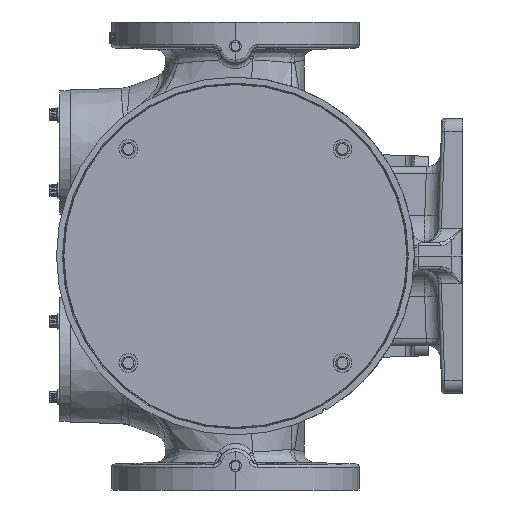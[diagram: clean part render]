
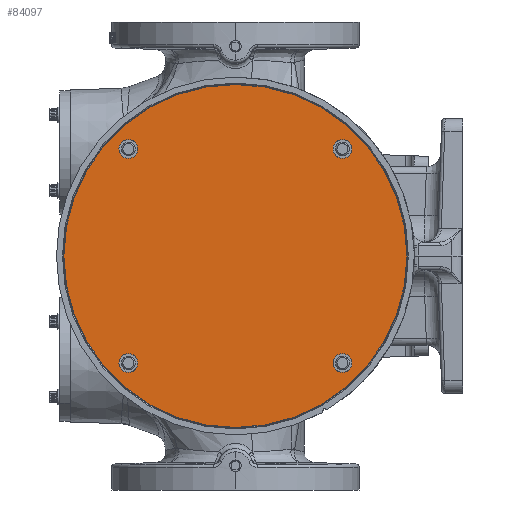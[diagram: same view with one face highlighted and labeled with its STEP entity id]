
A CAD part, left-side view. The second image highlights one B-rep face of the part: STEP entity #84097.
In plain terms, the highlighted planar face has unit normal (-1, 0, 0).
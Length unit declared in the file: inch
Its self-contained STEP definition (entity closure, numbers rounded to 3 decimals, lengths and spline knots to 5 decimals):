
#372 = CIRCLE ( 'NONE', #185942, 0.34375 ) ;
#1410 = CIRCLE ( 'NONE', #193352, 0.34375 ) ;
#1484 = CARTESIAN_POINT ( 'NONE',  ( -25.11, 3.88909, 4.23284 ) ) ;
#5641 = DIRECTION ( 'NONE',  ( 0., 0., -1. ) ) ;
#9142 = DIRECTION ( 'NONE',  ( 0., 0., -1. ) ) ;
#11205 = EDGE_CURVE ( 'NONE', #25245, #188198, #18415, .T. ) ;
#13565 = CIRCLE ( 'NONE', #153303, 0.34375 ) ;
#16722 = DIRECTION ( 'NONE',  ( 1., 0., 0. ) ) ;
#18415 = CIRCLE ( 'NONE', #175121, 0.34375 ) ;
#19641 = FACE_BOUND ( 'NONE', #131646, .T. ) ;
#21456 = EDGE_LOOP ( 'NONE', ( #34772, #33841 ) ) ;
#25245 = VERTEX_POINT ( 'NONE', #161665 ) ;
#28205 = ORIENTED_EDGE ( 'NONE', *, *, #153932, .F. ) ;
#33841 = ORIENTED_EDGE ( 'NONE', *, *, #84102, .F. ) ;
#34772 = ORIENTED_EDGE ( 'NONE', *, *, #55564, .F. ) ;
#36799 = AXIS2_PLACEMENT_3D ( 'NONE', #192690, #100878, #9142 ) ;
#37441 = ORIENTED_EDGE ( 'NONE', *, *, #158939, .F. ) ;
#40624 = CARTESIAN_POINT ( 'NONE',  ( -25.11, -3.88909, -4.23284 ) ) ;
#40841 = EDGE_LOOP ( 'NONE', ( #103597, #119240 ) ) ;
#42969 = ORIENTED_EDGE ( 'NONE', *, *, #81096, .F. ) ;
#43297 = CARTESIAN_POINT ( 'NONE',  ( -25.11, -3.88909, 3.88909 ) ) ;
#49188 = DIRECTION ( 'NONE',  ( -1., 0., 0. ) ) ;
#54546 = DIRECTION ( 'NONE',  ( 1., 0., 0. ) ) ;
#54815 = DIRECTION ( 'NONE',  ( -1., 0., 0. ) ) ;
#54873 = EDGE_CURVE ( 'NONE', #186148, #170232, #130299, .T. ) ;
#55564 = EDGE_CURVE ( 'NONE', #94122, #106831, #130105, .T. ) ;
#55720 = DIRECTION ( 'NONE',  ( 1., 0., 0. ) ) ;
#57575 = CARTESIAN_POINT ( 'NONE',  ( -25.11, 0., 6.2305 ) ) ;
#58681 = DIRECTION ( 'NONE',  ( 0., -1., 0. ) ) ;
#60285 = VERTEX_POINT ( 'NONE', #118965 ) ;
#60355 = FACE_BOUND ( 'NONE', #136603, .T. ) ;
#72255 = VERTEX_POINT ( 'NONE', #170820 ) ;
#72547 = ORIENTED_EDGE ( 'NONE', *, *, #11205, .F. ) ;
#76009 = CARTESIAN_POINT ( 'NONE',  ( -25.11, 3.88909, -3.88909 ) ) ;
#77012 = PLANE ( 'NONE',  #196294 ) ;
#78325 = DIRECTION ( 'NONE',  ( -1., 0., 0. ) ) ;
#80803 = EDGE_CURVE ( 'NONE', #121353, #135997, #13565, .T. ) ;
#81096 = EDGE_CURVE ( 'NONE', #60285, #72255, #1410, .T. ) ;
#83762 = EDGE_CURVE ( 'NONE', #135997, #121353, #158819, .T. ) ;
#84097 = ADVANCED_FACE ( 'NONE', ( #19641, #60355, #141872, #187423, #101147 ), #77012, .F. ) ;
#84102 = EDGE_CURVE ( 'NONE', #106831, #94122, #372, .T. ) ;
#85876 = CARTESIAN_POINT ( 'NONE',  ( -25.11, -3.88909, 3.88909 ) ) ;
#91436 = DIRECTION ( 'NONE',  ( 0., 1., 0. ) ) ;
#94122 = VERTEX_POINT ( 'NONE', #1484 ) ;
#97433 = DIRECTION ( 'NONE',  ( -1., 0., 0. ) ) ;
#100878 = DIRECTION ( 'NONE',  ( -1., 0., 0. ) ) ;
#101147 = FACE_OUTER_BOUND ( 'NONE', #40841, .T. ) ;
#101239 = DIRECTION ( 'NONE',  ( 0., -1., 0. ) ) ;
#103597 = ORIENTED_EDGE ( 'NONE', *, *, #161911, .F. ) ;
#106831 = VERTEX_POINT ( 'NONE', #194546 ) ;
#107617 = AXIS2_PLACEMENT_3D ( 'NONE', #85876, #193066, #101239 ) ;
#108395 = EDGE_LOOP ( 'NONE', ( #158799, #156614 ) ) ;
#108467 = CARTESIAN_POINT ( 'NONE',  ( -25.11, 6.2305, 0. ) ) ;
#118965 = CARTESIAN_POINT ( 'NONE',  ( -25.11, 3.54534, -3.88909 ) ) ;
#119240 = ORIENTED_EDGE ( 'NONE', *, *, #54873, .F. ) ;
#121353 = VERTEX_POINT ( 'NONE', #161030 ) ;
#123921 = DIRECTION ( 'NONE',  ( 0., 0., -1. ) ) ;
#130105 = CIRCLE ( 'NONE', #145450, 0.34375 ) ;
#130299 = CIRCLE ( 'NONE', #132133, 6.2305 ) ;
#130343 = CIRCLE ( 'NONE', #185223, 6.2305 ) ;
#131646 = EDGE_LOOP ( 'NONE', ( #37441, #42969 ) ) ;
#132133 = AXIS2_PLACEMENT_3D ( 'NONE', #147561, #55720, #162965 ) ;
#135997 = VERTEX_POINT ( 'NONE', #193174 ) ;
#136603 = EDGE_LOOP ( 'NONE', ( #28205, #72547 ) ) ;
#140971 = CARTESIAN_POINT ( 'NONE',  ( -25.11, 3.88909, -3.88909 ) ) ;
#141141 = CARTESIAN_POINT ( 'NONE',  ( -25.11, 0., -6.2305 ) ) ;
#141872 = FACE_BOUND ( 'NONE', #108395, .T. ) ;
#145450 = AXIS2_PLACEMENT_3D ( 'NONE', #146640, #54815, #162079 ) ;
#145649 = CIRCLE ( 'NONE', #174720, 0.34375 ) ;
#146354 = CARTESIAN_POINT ( 'NONE',  ( -25.11, 0., 0. ) ) ;
#146640 = CARTESIAN_POINT ( 'NONE',  ( -25.11, 3.88909, 3.88909 ) ) ;
#147561 = CARTESIAN_POINT ( 'NONE',  ( -25.11, 0., 0. ) ) ;
#150523 = DIRECTION ( 'NONE',  ( -1., 0., 0. ) ) ;
#153303 = AXIS2_PLACEMENT_3D ( 'NONE', #43297, #150523, #58681 ) ;
#153932 = EDGE_CURVE ( 'NONE', #188198, #25245, #165012, .T. ) ;
#156381 = DIRECTION ( 'NONE',  ( 0., 1., 0. ) ) ;
#156614 = ORIENTED_EDGE ( 'NONE', *, *, #83762, .F. ) ;
#158799 = ORIENTED_EDGE ( 'NONE', *, *, #80803, .F. ) ;
#158819 = CIRCLE ( 'NONE', #107617, 0.34375 ) ;
#158939 = EDGE_CURVE ( 'NONE', #72255, #60285, #145649, .T. ) ;
#161030 = CARTESIAN_POINT ( 'NONE',  ( -25.11, -4.23284, 3.88909 ) ) ;
#161665 = CARTESIAN_POINT ( 'NONE',  ( -25.11, -3.88909, -3.54534 ) ) ;
#161799 = DIRECTION ( 'NONE',  ( 0., 0., -1. ) ) ;
#161911 = EDGE_CURVE ( 'NONE', #170232, #186148, #130343, .T. ) ;
#162079 = DIRECTION ( 'NONE',  ( 0., 0., 1. ) ) ;
#162965 = DIRECTION ( 'NONE',  ( 0., 0., -1. ) ) ;
#165012 = CIRCLE ( 'NONE', #36799, 0.34375 ) ;
#170132 = CARTESIAN_POINT ( 'NONE',  ( -25.11, 3.88909, 3.88909 ) ) ;
#170232 = VERTEX_POINT ( 'NONE', #141141 ) ;
#170820 = CARTESIAN_POINT ( 'NONE',  ( -25.11, 4.23284, -3.88909 ) ) ;
#174720 = AXIS2_PLACEMENT_3D ( 'NONE', #76009, #183190, #91436 ) ;
#175121 = AXIS2_PLACEMENT_3D ( 'NONE', #189218, #97433, #5641 ) ;
#183190 = DIRECTION ( 'NONE',  ( -1., 0., 0. ) ) ;
#185223 = AXIS2_PLACEMENT_3D ( 'NONE', #146354, #54546, #161799 ) ;
#185493 = DIRECTION ( 'NONE',  ( 0., 0., 1. ) ) ;
#185942 = AXIS2_PLACEMENT_3D ( 'NONE', #170132, #78325, #185493 ) ;
#186148 = VERTEX_POINT ( 'NONE', #57575 ) ;
#187423 = FACE_BOUND ( 'NONE', #21456, .T. ) ;
#188198 = VERTEX_POINT ( 'NONE', #40624 ) ;
#189218 = CARTESIAN_POINT ( 'NONE',  ( -25.11, -3.88909, -3.88909 ) ) ;
#192690 = CARTESIAN_POINT ( 'NONE',  ( -25.11, -3.88909, -3.88909 ) ) ;
#193066 = DIRECTION ( 'NONE',  ( -1., 0., 0. ) ) ;
#193174 = CARTESIAN_POINT ( 'NONE',  ( -25.11, -3.54534, 3.88909 ) ) ;
#193352 = AXIS2_PLACEMENT_3D ( 'NONE', #140971, #49188, #156381 ) ;
#194546 = CARTESIAN_POINT ( 'NONE',  ( -25.11, 3.88909, 3.54534 ) ) ;
#196294 = AXIS2_PLACEMENT_3D ( 'NONE', #108467, #16722, #123921 ) ;
